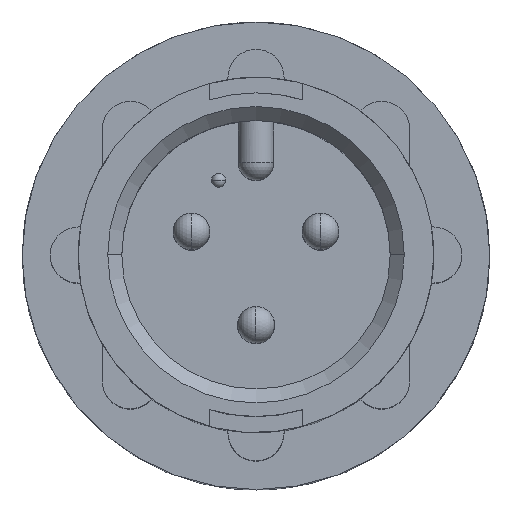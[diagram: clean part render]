
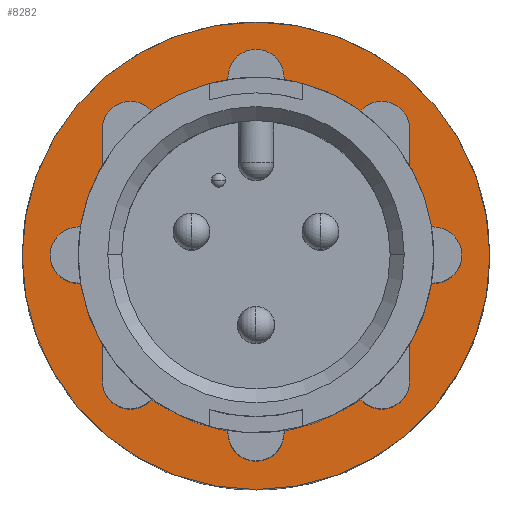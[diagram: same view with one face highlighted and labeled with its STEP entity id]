
A CAD part, top view. The second image highlights one B-rep face of the part: STEP entity #8282.
In plain terms, the highlighted planar face has unit normal (0, 0, 1).
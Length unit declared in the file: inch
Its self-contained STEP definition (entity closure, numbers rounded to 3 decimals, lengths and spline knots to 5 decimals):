
#28 = ORIENTED_EDGE ( 'NONE', *, *, #8072, .F. ) ;
#40 = ORIENTED_EDGE ( 'NONE', *, *, #6465, .F. ) ;
#50 = ORIENTED_EDGE ( 'NONE', *, *, #8476, .T. ) ;
#84 = ORIENTED_EDGE ( 'NONE', *, *, #8487, .T. ) ;
#395 = VERTEX_POINT ( 'NONE', #858 ) ;
#515 = VERTEX_POINT ( 'NONE', #978 ) ;
#519 = VERTEX_POINT ( 'NONE', #982 ) ;
#617 = VERTEX_POINT ( 'NONE', #1080 ) ;
#858 = CARTESIAN_POINT ( 'NONE',  ( -0.25, 0., -0.672 ) ) ;
#978 = CARTESIAN_POINT ( 'NONE',  ( 0.1705, 0., -0.672 ) ) ;
#982 = CARTESIAN_POINT ( 'NONE',  ( 0.25, 0., -0.672 ) ) ;
#1080 = CARTESIAN_POINT ( 'NONE',  ( -0.1705, 0., -0.672 ) ) ;
#1217 = CARTESIAN_POINT ( 'NONE',  ( 0., 0., -0.672 ) ) ;
#1224 = DIRECTION ( 'NONE',  ( 0., 0., 1. ) ) ;
#1225 = DIRECTION ( 'NONE',  ( 1., 0., 0. ) ) ;
#2528 = AXIS2_PLACEMENT_3D ( 'NONE', #9400, #9401, #9402 ) ;
#2541 = AXIS2_PLACEMENT_3D ( 'NONE', #9435, #9436, #9437 ) ;
#3266 = CARTESIAN_POINT ( 'NONE',  ( 0., 0., -0.672 ) ) ;
#3267 = DIRECTION ( 'NONE',  ( 0., 0., 1. ) ) ;
#3268 = DIRECTION ( 'NONE',  ( 1., 0., 0. ) ) ;
#5800 = PLANE ( 'NONE',  #9943 ) ;
#5801 = CARTESIAN_POINT ( 'NONE',  ( 0., 0.1725, -0.672 ) ) ;
#5802 = DIRECTION ( 'NONE',  ( 0., 0., 1. ) ) ;
#5803 = DIRECTION ( 'NONE',  ( 1., 0., 0. ) ) ;
#6403 = CIRCLE ( 'NONE', #2528, 0.25 ) ;
#6406 = CIRCLE ( 'NONE', #2541, 0.25 ) ;
#6465 = EDGE_CURVE ( 'NONE', #515, #617, #6485, .T. ) ;
#6485 = CIRCLE ( 'NONE', #10081, 0.1705 ) ;
#6530 = CIRCLE ( 'NONE', #10205, 0.1705 ) ;
#6752 = FACE_BOUND ( 'NONE', #10404, .T. ) ;
#8072 = EDGE_CURVE ( 'NONE', #617, #515, #6530, .T. ) ;
#8282 = ADVANCED_FACE ( 'NONE', ( #9945, #6752 ), #5800, .T. ) ;
#8476 = EDGE_CURVE ( 'NONE', #519, #395, #6403, .T. ) ;
#8487 = EDGE_CURVE ( 'NONE', #395, #519, #6406, .T. ) ;
#9400 = CARTESIAN_POINT ( 'NONE',  ( 0., 0., -0.672 ) ) ;
#9401 = DIRECTION ( 'NONE',  ( 0., 0., 1. ) ) ;
#9402 = DIRECTION ( 'NONE',  ( 1., 0., 0. ) ) ;
#9435 = CARTESIAN_POINT ( 'NONE',  ( 0., 0., -0.672 ) ) ;
#9436 = DIRECTION ( 'NONE',  ( 0., 0., 1. ) ) ;
#9437 = DIRECTION ( 'NONE',  ( 1., 0., 0. ) ) ;
#9943 = AXIS2_PLACEMENT_3D ( 'NONE', #5801, #5802, #5803 ) ;
#9945 = FACE_OUTER_BOUND ( 'NONE', #10389, .T. ) ;
#10081 = AXIS2_PLACEMENT_3D ( 'NONE', #1217, #1224, #1225 ) ;
#10205 = AXIS2_PLACEMENT_3D ( 'NONE', #3266, #3267, #3268 ) ;
#10389 = EDGE_LOOP ( 'NONE', ( #50, #84 ) ) ;
#10404 = EDGE_LOOP ( 'NONE', ( #40, #28 ) ) ;
